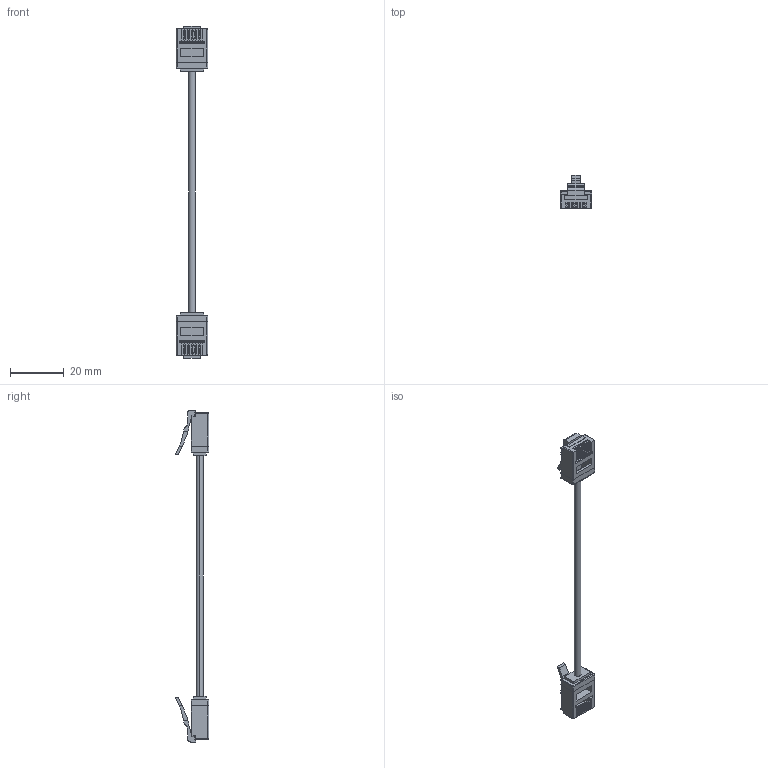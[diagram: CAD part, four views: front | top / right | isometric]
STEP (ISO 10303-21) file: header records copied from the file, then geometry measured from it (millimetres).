
FILE_DESCRIPTION (( 'STEP AP214' ), '1' );
FILE_NAME ('TRD634_3D.STEP', '2022-02-28T17:23:08', ( '' ), ( '' ), 'SwSTEP 2.0', 'SolidWorks 2021', '' );
FILE_SCHEMA (( 'AUTOMOTIVE_DESIGN' ));
Length unit declared in the file: millimetre
Products named in the file (1): TRD634_3D
Bounding box: 11.68 x 12.48 x 124.04 mm (x, y, z)
Volume: 2543.1 mm3; surface area: 4628.9 mm2
Topology: 8 solids, 8 shells, 466 faces, 1286 edges, 804 vertices
Faces by surface type: plane 352, cylinder 90, sphere 12, bspline 12
Entity records: 14679 total; most frequent: CARTESIAN_POINT 2713, ORIENTED_EDGE 2548, DIRECTION 2328, EDGE_CURVE 1274, LINE 1106, VECTOR 1106, VERTEX_POINT 804, AXIS2_PLACEMENT_3D 611
